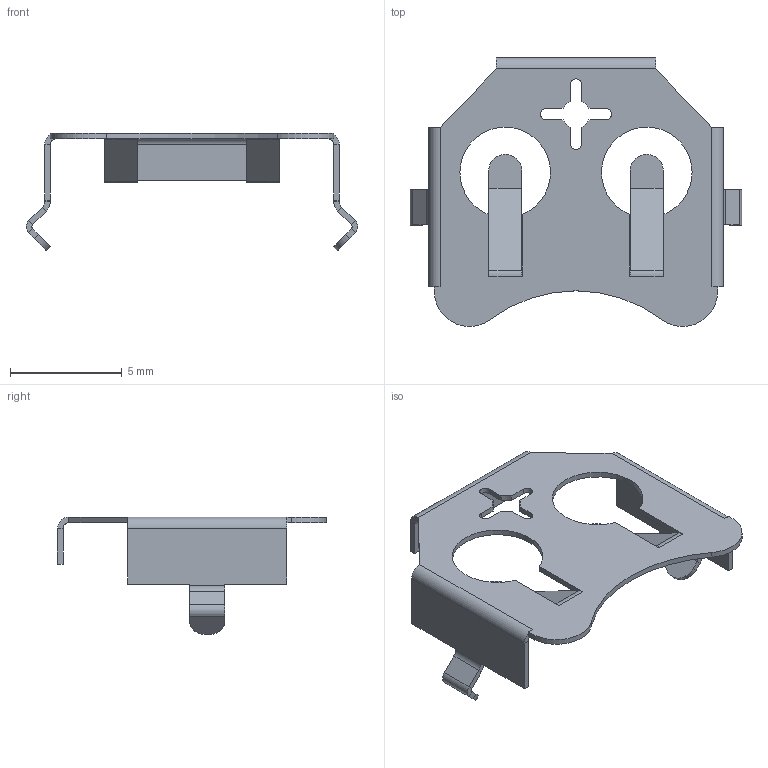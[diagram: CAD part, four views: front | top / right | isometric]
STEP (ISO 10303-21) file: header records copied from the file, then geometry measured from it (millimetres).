
FILE_DESCRIPTION(('FreeCAD Model'),'2;1');
FILE_NAME('Ot''s Kicad/0tsLibraries/3D Models working folder/3001.step','2018-10-30T17:42:39',('kicad StepUp'),('ksu MCAD'), 'Open CASCADE STEP processor 7.2','FreeCAD','Unknown');
FILE_SCHEMA(('AUTOMOTIVE_DESIGN { 1 0 10303 214 1 1 1 1 }'));
Length unit declared in the file: millimetre
Products named in the file (1): 3001
Bounding box: 14.87 x 12.06 x 5.27 mm (x, y, z)
Volume: 43.9 mm3; surface area: 381.6 mm2
Topology: 1 solids, 1 shells, 140 faces, 326 edges, 188 vertices
Faces by surface type: plane 101, cylinder 39
Entity records: 4868 total; most frequent: DIRECTION 686, CARTESIAN_POINT 655, ORIENTED_EDGE 652, EDGE_CURVE 326, LINE 248, VECTOR 248, AXIS2_PLACEMENT_3D 219, VERTEX_POINT 188
